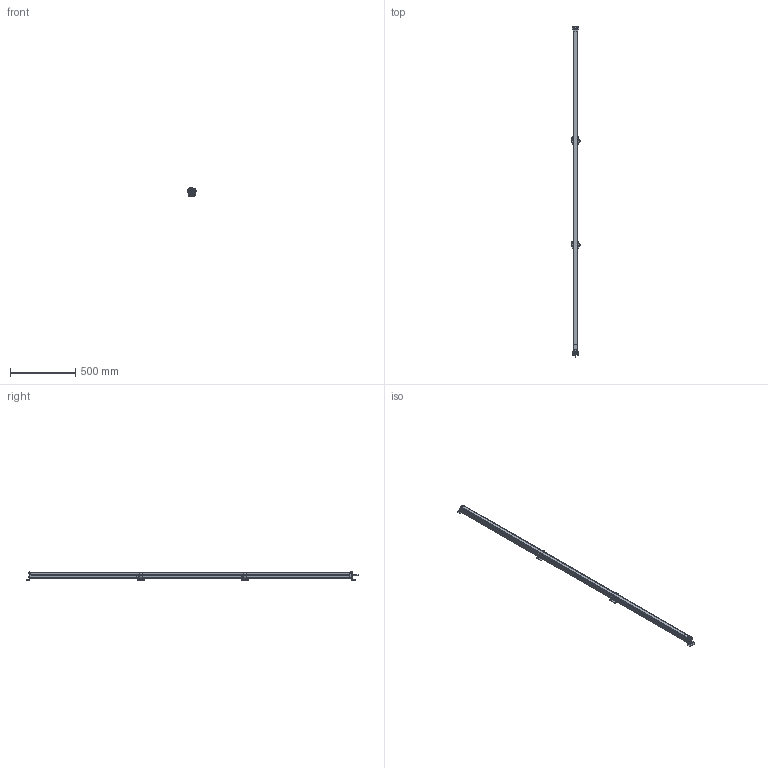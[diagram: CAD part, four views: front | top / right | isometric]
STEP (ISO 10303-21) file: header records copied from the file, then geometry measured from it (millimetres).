
FILE_DESCRIPTION((''),'2;1');
FILE_NAME('139532_ASM','2015-12-02T',('pdmadmin'),(''),'PRO/ENGINEER BY PARAMETRIC TECHNOLOGY CORPORATION, 2013230','PRO/ENGINEER BY PARAMETRIC TECHNOLOGY CORPORATION, 2013230','');
FILE_SCHEMA(('CONFIG_CONTROL_DESIGN'));
Length unit declared in the file: inch
Products named in the file (27): 135377; 131958; 135373; 135568_ASM; 125310; 113680; 109551; 123800_AF1466; 114466; 113974; 120095; 111625; 120372; 122072; 120191_AF1; 121071_AF2_ASM; 123801_AF1167; 111834; 111835; 111087; 58892_GENERIC; 114483; 114482; 58892; 60139; 71756_ASM; 139532_ASM
Assembly tree (42 placements, depth 3):
  139532_ASM
    135568_ASM
      135377
      131958
      135373
    125310
    113680
    109551
    123800_AF1466
    114466  x8
    113974
    121071_AF2_ASM
      120095
      111625
      120372
      122072
      120191_AF1
    123801_AF1167
    111834
    111835  x2
    111087  x2
    58892_GENERIC  x4
    71756_ASM  x2
      114483
      114482
      58892
      60139
Bounding box: 68.64 x 2547 x 63 mm (x, y, z)
Volume: 1643575.4 mm3; surface area: 1022360.1 mm2
Topology: 46 solids, 64 shells, 4262 faces, 11650 edges, 7583 vertices
Faces by surface type: plane 2487, cylinder 1407, bspline 242, torus 62, cone 40, sphere 24
Entity records: 73126 total; most frequent: CARTESIAN_POINT 24042, ORIENTED_EDGE 10298, DIRECTION 9634, EDGE_CURVE 5173, VECTOR 3806, LINE 3806, VERTEX_POINT 3334, AXIS2_PLACEMENT_3D 2914
